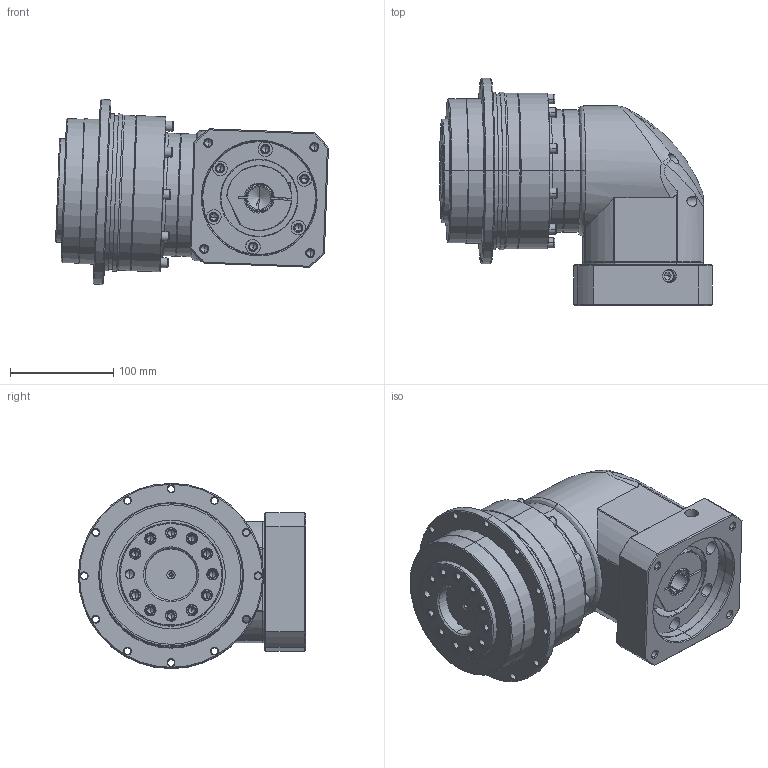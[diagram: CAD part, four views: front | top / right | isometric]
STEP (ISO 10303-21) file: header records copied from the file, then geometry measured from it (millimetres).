
FILE_DESCRIPTION (( 'STEP AP214' ), '1' );
FILE_NAME ('SDL140-L2-22-110-145M8.STEP', '2022-02-26T00:28:38', ( 'admin' ), ( '' ), 'SwSTEP 2.0', 'SolidWorks 2013', '' );
FILE_SCHEMA (( 'AUTOMOTIVE_DESIGN' ));
Length unit declared in the file: millimetre
Products named in the file (7): SDL140-L2-22-110-145M8; SD140; SBL115-110-145M8; _X2_87BA9489_X0_ GB_T 70.1 M8 x 25; PB142_X2_4E007EA79F7F570863A5_X0_115; SBL115_X2_8F9351658F7495017D2773AF_X0_-22; SDL115-22
Assembly tree (6 placements, depth 2):
  SDL140-L2-22-110-145M8
    SDL115-22
    SBL115_X2_8F9351658F7495017D2773AF_X0_-22
    PB142_X2_4E007EA79F7F570863A5_X0_115
    _X2_87BA9489_X0_ GB_T 70.1 M8 x 25
    SBL115-110-145M8
    SD140
Bounding box: 263.64 x 219.5 x 179.18 mm (x, y, z)
Volume: 4085365.9 mm3; surface area: 357538.7 mm2
Topology: 10 solids, 10 shells, 870 faces, 2082 edges, 1228 vertices
Faces by surface type: cylinder 331, cone 289, plane 200, bspline 48, torus 2
Entity records: 42026 total; most frequent: CARTESIAN_POINT 12670, DIRECTION 4135, ORIENTED_EDGE 3908, EDGE_CURVE 1954, AXIS2_PLACEMENT_3D 1612, VERTEX_POINT 1222, EDGE_LOOP 1048, LINE 911
